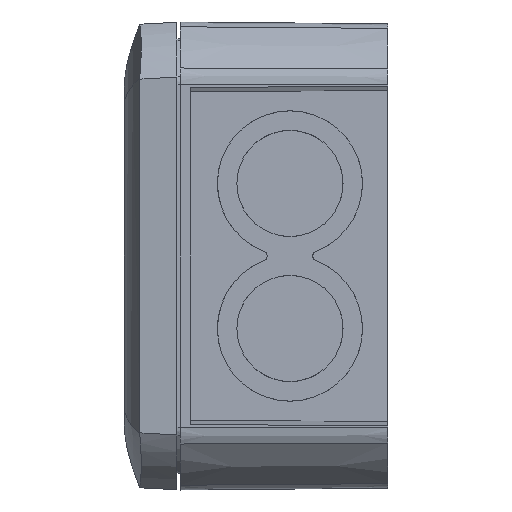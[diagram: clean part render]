
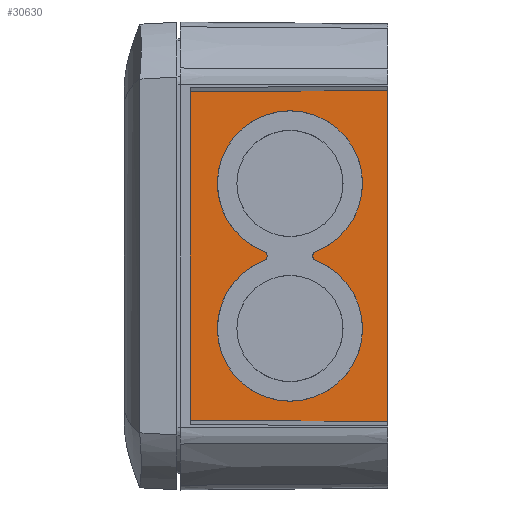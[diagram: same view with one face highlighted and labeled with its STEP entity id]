
A CAD part, left-side view. The second image highlights one B-rep face of the part: STEP entity #30630.
In plain terms, the highlighted planar face has unit normal (-1, -0.009, 0).
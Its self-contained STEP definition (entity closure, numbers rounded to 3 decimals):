
#621 = VERTEX_POINT ( 'NONE', #1576 ) ;
#1286 = EDGE_LOOP ( 'NONE', ( #3651, #24225, #9778, #6939, #7703, #12305, #3965, #35035, #32315, #31311 ) ) ;
#1431 = DIRECTION ( 'NONE',  ( -1., -0.009, 0. ) ) ;
#1576 = CARTESIAN_POINT ( 'NONE',  ( -40.278, 13.817, -0.917 ) ) ;
#1658 = EDGE_CURVE ( 'NONE', #14209, #17856, #11850, .T. ) ;
#2303 = CARTESIAN_POINT ( 'NONE',  ( -40.366, 23.881, -0.917 ) ) ;
#2922 = EDGE_CURVE ( 'NONE', #31438, #8903, #22573, .T. ) ;
#3013 = CIRCLE ( 'NONE', #7450, 0.983 ) ;
#3257 = AXIS2_PLACEMENT_3D ( 'NONE', #21066, #3786, #23946 ) ;
#3269 = CIRCLE ( 'NONE', #13877, 0.983 ) ;
#3651 = ORIENTED_EDGE ( 'NONE', *, *, #17360, .F. ) ;
#3786 = DIRECTION ( 'NONE',  ( -1., -0.009, 0. ) ) ;
#3965 = ORIENTED_EDGE ( 'NONE', *, *, #10503, .F. ) ;
#4370 = VERTEX_POINT ( 'NONE', #33517 ) ;
#4520 = DIRECTION ( 'NONE',  ( 0., 0., -1. ) ) ;
#4988 = EDGE_LOOP ( 'NONE', ( #6125, #27093, #14877, #11415 ) ) ;
#5386 = CARTESIAN_POINT ( 'NONE',  ( -40.369, 24.234, 0. ) ) ;
#6125 = ORIENTED_EDGE ( 'NONE', *, *, #22863, .F. ) ;
#6149 = CIRCLE ( 'NONE', #26516, 14.017 ) ;
#6273 = CARTESIAN_POINT ( 'NONE',  ( -40.322, 18.849, 14. ) ) ;
#6919 = VECTOR ( 'NONE', #25679, 1000. ) ;
#6939 = ORIENTED_EDGE ( 'NONE', *, *, #14206, .F. ) ;
#7450 = AXIS2_PLACEMENT_3D ( 'NONE', #8983, #29131, #11891 ) ;
#7703 = ORIENTED_EDGE ( 'NONE', *, *, #20555, .F. ) ;
#7752 = LINE ( 'NONE', #16181, #29838 ) ;
#7788 = CARTESIAN_POINT ( 'NONE',  ( -40.2, 4.832, -14. ) ) ;
#8152 = DIRECTION ( 'NONE',  ( 1., 0.009, 0. ) ) ;
#8297 = DIRECTION ( 'NONE',  ( 0.009, -1., 0. ) ) ;
#8435 = CARTESIAN_POINT ( 'NONE',  ( -40.489, 38.035, -31.68 ) ) ;
#8442 = CARTESIAN_POINT ( 'NONE',  ( -40.158, 0., 31.959 ) ) ;
#8681 = CARTESIAN_POINT ( 'NONE',  ( -40.36, 23.251, 0. ) ) ;
#8903 = VERTEX_POINT ( 'NONE', #20304 ) ;
#8983 = CARTESIAN_POINT ( 'NONE',  ( -40.369, 24.234, 0. ) ) ;
#9193 = DIRECTION ( 'NONE',  ( 0.009, -1., 0. ) ) ;
#9238 = VERTEX_POINT ( 'NONE', #7788 ) ;
#9383 = AXIS2_PLACEMENT_3D ( 'NONE', #11778, #34819, #17548 ) ;
#9778 = ORIENTED_EDGE ( 'NONE', *, *, #32406, .F. ) ;
#10224 = CARTESIAN_POINT ( 'NONE',  ( -40.158, 0., -40.49 ) ) ;
#10503 = EDGE_CURVE ( 'NONE', #19528, #26003, #3269, .T. ) ;
#11415 = ORIENTED_EDGE ( 'NONE', *, *, #21769, .T. ) ;
#11735 = VERTEX_POINT ( 'NONE', #29231 ) ;
#11778 = CARTESIAN_POINT ( 'NONE',  ( -40.49, 38.1, -40.49 ) ) ;
#11850 = LINE ( 'NONE', #10224, #33929 ) ;
#11891 = DIRECTION ( 'NONE',  ( 0.009, -1., 0. ) ) ;
#11987 = CARTESIAN_POINT ( 'NONE',  ( -40.322, 18.849, -14. ) ) ;
#12122 = CIRCLE ( 'NONE', #26559, 14.017 ) ;
#12305 = ORIENTED_EDGE ( 'NONE', *, *, #35554, .F. ) ;
#13006 = CARTESIAN_POINT ( 'NONE',  ( -40.366, 23.881, 0.917 ) ) ;
#13736 = AXIS2_PLACEMENT_3D ( 'NONE', #18700, #1431, #21587 ) ;
#13877 = AXIS2_PLACEMENT_3D ( 'NONE', #5386, #25547, #8297 ) ;
#14206 = EDGE_CURVE ( 'NONE', #9238, #621, #12122, .T. ) ;
#14209 = VERTEX_POINT ( 'NONE', #8442 ) ;
#14872 = DIRECTION ( 'NONE',  ( 0.009, -1., 0. ) ) ;
#14877 = ORIENTED_EDGE ( 'NONE', *, *, #15960, .T. ) ;
#15080 = CARTESIAN_POINT ( 'NONE',  ( -40.158, 0., -31.959 ) ) ;
#15202 = CARTESIAN_POINT ( 'NONE',  ( -40.275, 13.464, 0. ) ) ;
#15214 = CIRCLE ( 'NONE', #13736, 14.017 ) ;
#15494 = LINE ( 'NONE', #8435, #6919 ) ;
#15960 = EDGE_CURVE ( 'NONE', #14209, #21410, #7752, .T. ) ;
#16037 = CARTESIAN_POINT ( 'NONE',  ( -40.322, 18.849, -14. ) ) ;
#16181 = CARTESIAN_POINT ( 'NONE',  ( -40.495, 38.628, 31.676 ) ) ;
#16974 = CARTESIAN_POINT ( 'NONE',  ( -40.49, 38.1, -40.49 ) ) ;
#17146 = CARTESIAN_POINT ( 'NONE',  ( -40.322, 18.849, -14. ) ) ;
#17360 = EDGE_CURVE ( 'NONE', #11735, #31438, #18958, .T. ) ;
#17446 = FACE_OUTER_BOUND ( 'NONE', #4988, .T. ) ;
#17548 = DIRECTION ( 'NONE',  ( 0.009, -1., 0. ) ) ;
#17856 = VERTEX_POINT ( 'NONE', #15080 ) ;
#18099 = DIRECTION ( 'NONE',  ( 0.009, -1., 0. ) ) ;
#18550 = AXIS2_PLACEMENT_3D ( 'NONE', #15202, #35368, #18099 ) ;
#18700 = CARTESIAN_POINT ( 'NONE',  ( -40.322, 18.849, 14. ) ) ;
#18955 = DIRECTION ( 'NONE',  ( 0.009, -1., 0. ) ) ;
#18958 = CIRCLE ( 'NONE', #37340, 14.017 ) ;
#19253 = VERTEX_POINT ( 'NONE', #34756 ) ;
#19352 = EDGE_CURVE ( 'NONE', #19253, #11735, #29240, .T. ) ;
#19528 = VERTEX_POINT ( 'NONE', #8681 ) ;
#19875 = DIRECTION ( 'NONE',  ( 0., 0., -1. ) ) ;
#20050 = DIRECTION ( 'NONE',  ( 0.009, -1., 0. ) ) ;
#20166 = EDGE_CURVE ( 'NONE', #8903, #34104, #15214, .T. ) ;
#20304 = CARTESIAN_POINT ( 'NONE',  ( -40.444, 32.866, 14. ) ) ;
#20555 = EDGE_CURVE ( 'NONE', #23718, #9238, #6149, .T. ) ;
#21066 = CARTESIAN_POINT ( 'NONE',  ( -40.322, 18.849, 14. ) ) ;
#21410 = VERTEX_POINT ( 'NONE', #31563 ) ;
#21587 = DIRECTION ( 'NONE',  ( 0.009, -1., 0. ) ) ;
#21769 = EDGE_CURVE ( 'NONE', #21410, #4370, #35868, .T. ) ;
#22486 = CARTESIAN_POINT ( 'NONE',  ( -40.444, 32.866, -14. ) ) ;
#22573 = CIRCLE ( 'NONE', #3257, 14.017 ) ;
#22863 = EDGE_CURVE ( 'NONE', #17856, #4370, #15494, .T. ) ;
#23220 = PLANE ( 'NONE',  #9383 ) ;
#23315 = AXIS2_PLACEMENT_3D ( 'NONE', #16037, #36203, #18955 ) ;
#23718 = VERTEX_POINT ( 'NONE', #22486 ) ;
#23946 = DIRECTION ( 'NONE',  ( 0.009, -1., 0. ) ) ;
#24225 = ORIENTED_EDGE ( 'NONE', *, *, #19352, .F. ) ;
#25387 = CARTESIAN_POINT ( 'NONE',  ( -40.275, 13.464, 0. ) ) ;
#25547 = DIRECTION ( 'NONE',  ( 1., 0.009, 0. ) ) ;
#25679 = DIRECTION ( 'NONE',  ( -0.009, 1., 0.007 ) ) ;
#26003 = VERTEX_POINT ( 'NONE', #2303 ) ;
#26442 = DIRECTION ( 'NONE',  ( -1., -0.009, 0. ) ) ;
#26516 = AXIS2_PLACEMENT_3D ( 'NONE', #11987, #32129, #14872 ) ;
#26559 = AXIS2_PLACEMENT_3D ( 'NONE', #17146, #37349, #20050 ) ;
#27093 = ORIENTED_EDGE ( 'NONE', *, *, #1658, .F. ) ;
#28289 = DIRECTION ( 'NONE',  ( 0.009, -1., 0. ) ) ;
#28840 = CIRCLE ( 'NONE', #29989, 0.983 ) ;
#29131 = DIRECTION ( 'NONE',  ( 1., 0.009, 0. ) ) ;
#29231 = CARTESIAN_POINT ( 'NONE',  ( -40.278, 13.817, 0.917 ) ) ;
#29240 = CIRCLE ( 'NONE', #18550, 0.983 ) ;
#29838 = VECTOR ( 'NONE', #30551, 1000. ) ;
#29989 = AXIS2_PLACEMENT_3D ( 'NONE', #25387, #8152, #28289 ) ;
#30004 = VECTOR ( 'NONE', #19875, 1000. ) ;
#30551 = DIRECTION ( 'NONE',  ( -0.009, 1., -0.007 ) ) ;
#30630 = ADVANCED_FACE ( 'NONE', ( #32773, #17446 ), #23220, .T. ) ;
#30646 = EDGE_CURVE ( 'NONE', #34104, #19528, #3013, .T. ) ;
#31311 = ORIENTED_EDGE ( 'NONE', *, *, #2922, .F. ) ;
#31438 = VERTEX_POINT ( 'NONE', #33552 ) ;
#31563 = CARTESIAN_POINT ( 'NONE',  ( -40.49, 38.1, 31.68 ) ) ;
#32129 = DIRECTION ( 'NONE',  ( -1., -0.009, 0. ) ) ;
#32315 = ORIENTED_EDGE ( 'NONE', *, *, #20166, .F. ) ;
#32406 = EDGE_CURVE ( 'NONE', #621, #19253, #28840, .T. ) ;
#32773 = FACE_BOUND ( 'NONE', #1286, .T. ) ;
#33517 = CARTESIAN_POINT ( 'NONE',  ( -40.49, 38.1, -31.68 ) ) ;
#33552 = CARTESIAN_POINT ( 'NONE',  ( -40.2, 4.832, 14. ) ) ;
#33929 = VECTOR ( 'NONE', #4520, 1000. ) ;
#34104 = VERTEX_POINT ( 'NONE', #13006 ) ;
#34756 = CARTESIAN_POINT ( 'NONE',  ( -40.284, 14.446, 0. ) ) ;
#34819 = DIRECTION ( 'NONE',  ( -1., -0.009, 0. ) ) ;
#35035 = ORIENTED_EDGE ( 'NONE', *, *, #30646, .F. ) ;
#35368 = DIRECTION ( 'NONE',  ( 1., 0.009, 0. ) ) ;
#35554 = EDGE_CURVE ( 'NONE', #26003, #23718, #35893, .T. ) ;
#35868 = LINE ( 'NONE', #16974, #30004 ) ;
#35893 = CIRCLE ( 'NONE', #23315, 14.017 ) ;
#36203 = DIRECTION ( 'NONE',  ( -1., -0.009, 0. ) ) ;
#37340 = AXIS2_PLACEMENT_3D ( 'NONE', #6273, #26442, #9193 ) ;
#37349 = DIRECTION ( 'NONE',  ( -1., -0.009, 0. ) ) ;
